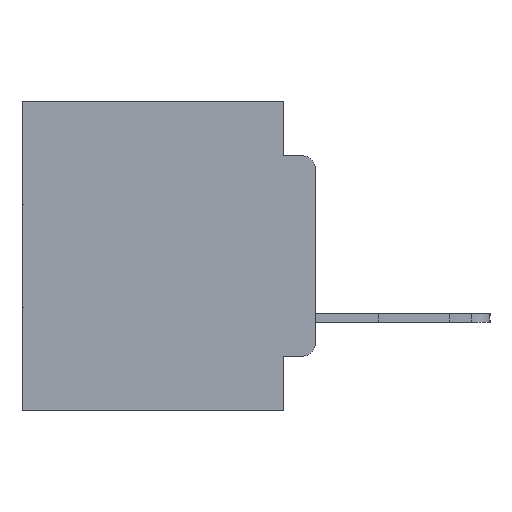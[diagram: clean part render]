
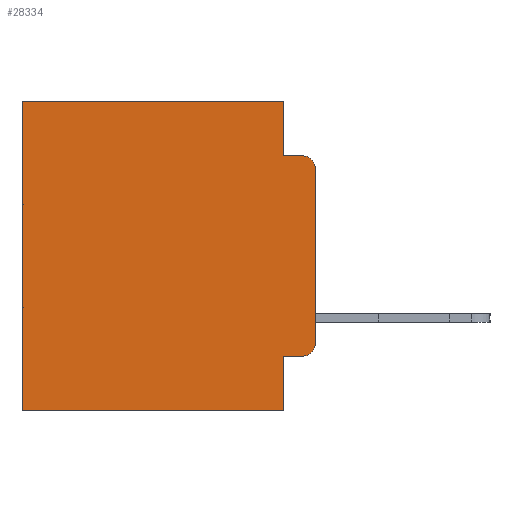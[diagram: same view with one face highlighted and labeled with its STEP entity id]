
A CAD part, left-side view. The second image highlights one B-rep face of the part: STEP entity #28334.
In plain terms, the highlighted planar face has unit normal (-1, 0, 0).
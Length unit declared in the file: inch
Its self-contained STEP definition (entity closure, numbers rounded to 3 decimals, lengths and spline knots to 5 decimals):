
#345 = EDGE_CURVE ( 'NONE', #11894, #14361, #5067, .T. ) ;
#1930 = DIRECTION ( 'NONE',  ( 1., 0., 0. ) ) ;
#2202 = DIRECTION ( 'NONE',  ( 0., -1., 0. ) ) ;
#2834 = LINE ( 'NONE', #4980, #20111 ) ;
#2973 = VECTOR ( 'NONE', #12964, 39.37008 ) ;
#3182 = VERTEX_POINT ( 'NONE', #23144 ) ;
#3319 = VERTEX_POINT ( 'NONE', #18759 ) ;
#3421 = ORIENTED_EDGE ( 'NONE', *, *, #22024, .T. ) ;
#3518 = VERTEX_POINT ( 'NONE', #11190 ) ;
#4085 = PLANE ( 'NONE',  #25884 ) ;
#4813 = LINE ( 'NONE', #21899, #19961 ) ;
#4980 = CARTESIAN_POINT ( 'NONE',  ( 0.298, 0., 0. ) ) ;
#4992 = DIRECTION ( 'NONE',  ( -1., 0., 0. ) ) ;
#5067 = LINE ( 'NONE', #18047, #11034 ) ;
#5283 = VERTEX_POINT ( 'NONE', #6116 ) ;
#5628 = DIRECTION ( 'NONE',  ( 0., -1., 0. ) ) ;
#6116 = CARTESIAN_POINT ( 'NONE',  ( 0.298, 0., -0.3915 ) ) ;
#6383 = EDGE_CURVE ( 'NONE', #27848, #15621, #4813, .T. ) ;
#7146 = VECTOR ( 'NONE', #16109, 39.37008 ) ;
#7183 = VECTOR ( 'NONE', #2202, 39.37008 ) ;
#7246 = DIRECTION ( 'NONE',  ( 0., 0., -1. ) ) ;
#7521 = EDGE_CURVE ( 'NONE', #14361, #15621, #8968, .T. ) ;
#7543 = CARTESIAN_POINT ( 'NONE',  ( 0.298, 0.051, 0. ) ) ;
#7887 = LINE ( 'NONE', #29095, #7183 ) ;
#7906 = EDGE_CURVE ( 'NONE', #3518, #3319, #27548, .T. ) ;
#8244 = CARTESIAN_POINT ( 'NONE',  ( 0.298, 0.02, -0.0885 ) ) ;
#8351 = CARTESIAN_POINT ( 'NONE',  ( 0.298, 0.02, -0.4115 ) ) ;
#8513 = CARTESIAN_POINT ( 'NONE',  ( 0.298, 0.02, -0.1085 ) ) ;
#8968 = LINE ( 'NONE', #10691, #2973 ) ;
#9377 = FACE_OUTER_BOUND ( 'NONE', #18306, .T. ) ;
#9713 = CIRCLE ( 'NONE', #14818, 0.02 ) ;
#10158 = CARTESIAN_POINT ( 'NONE',  ( 0.298, 0.051, -0.4115 ) ) ;
#10364 = EDGE_CURVE ( 'NONE', #3182, #5283, #2834, .T. ) ;
#10430 = DIRECTION ( 'NONE',  ( 0., 0., -1. ) ) ;
#10551 = ORIENTED_EDGE ( 'NONE', *, *, #24080, .T. ) ;
#10691 = CARTESIAN_POINT ( 'NONE',  ( 0.298, 0., -0.5 ) ) ;
#10765 = DIRECTION ( 'NONE',  ( 0., 0., -1. ) ) ;
#10796 = ORIENTED_EDGE ( 'NONE', *, *, #6383, .T. ) ;
#11034 = VECTOR ( 'NONE', #28395, 39.37008 ) ;
#11088 = CIRCLE ( 'NONE', #15772, 0.02 ) ;
#11190 = CARTESIAN_POINT ( 'NONE',  ( 0.298, 0.051, 0. ) ) ;
#11284 = CARTESIAN_POINT ( 'NONE',  ( 0.298, 0.051, -0.5 ) ) ;
#11894 = VERTEX_POINT ( 'NONE', #15335 ) ;
#11977 = ORIENTED_EDGE ( 'NONE', *, *, #28553, .T. ) ;
#12752 = ORIENTED_EDGE ( 'NONE', *, *, #10364, .F. ) ;
#12964 = DIRECTION ( 'NONE',  ( 0., 1., 0. ) ) ;
#13804 = CARTESIAN_POINT ( 'NONE',  ( 0.298, 0.473, -0.5 ) ) ;
#14361 = VERTEX_POINT ( 'NONE', #11284 ) ;
#14401 = ORIENTED_EDGE ( 'NONE', *, *, #345, .F. ) ;
#14451 = ORIENTED_EDGE ( 'NONE', *, *, #16998, .F. ) ;
#14818 = AXIS2_PLACEMENT_3D ( 'NONE', #18491, #4992, #20730 ) ;
#15335 = CARTESIAN_POINT ( 'NONE',  ( 0.298, 0.051, -0.4115 ) ) ;
#15621 = VERTEX_POINT ( 'NONE', #13804 ) ;
#15772 = AXIS2_PLACEMENT_3D ( 'NONE', #8513, #24208, #10765 ) ;
#16109 = DIRECTION ( 'NONE',  ( 0., 1., 0. ) ) ;
#16998 = EDGE_CURVE ( 'NONE', #3319, #18557, #7887, .T. ) ;
#17623 = VECTOR ( 'NONE', #5628, 39.37008 ) ;
#17719 = DIRECTION ( 'NONE',  ( 0., 0., -1. ) ) ;
#17930 = ORIENTED_EDGE ( 'NONE', *, *, #7521, .F. ) ;
#18047 = CARTESIAN_POINT ( 'NONE',  ( 0.298, 0.051, 0. ) ) ;
#18306 = EDGE_LOOP ( 'NONE', ( #12752, #27030, #14451, #26684, #10551, #10796, #17930, #14401, #3421, #11977 ) ) ;
#18491 = CARTESIAN_POINT ( 'NONE',  ( 0.298, 0.02, -0.3915 ) ) ;
#18557 = VERTEX_POINT ( 'NONE', #8244 ) ;
#18759 = CARTESIAN_POINT ( 'NONE',  ( 0.298, 0.051, -0.0885 ) ) ;
#19961 = VECTOR ( 'NONE', #10430, 39.37008 ) ;
#20111 = VECTOR ( 'NONE', #7246, 39.37008 ) ;
#20164 = VERTEX_POINT ( 'NONE', #8351 ) ;
#20730 = DIRECTION ( 'NONE',  ( 0., 0., -1. ) ) ;
#21018 = DIRECTION ( 'NONE',  ( 0., 0., -1. ) ) ;
#21628 = VECTOR ( 'NONE', #21018, 39.37008 ) ;
#21899 = CARTESIAN_POINT ( 'NONE',  ( 0.298, 0.473, 0. ) ) ;
#22024 = EDGE_CURVE ( 'NONE', #11894, #20164, #23563, .T. ) ;
#22418 = CARTESIAN_POINT ( 'NONE',  ( 0.298, 0., 0. ) ) ;
#23144 = CARTESIAN_POINT ( 'NONE',  ( 0.298, 0., -0.1085 ) ) ;
#23563 = LINE ( 'NONE', #10158, #17623 ) ;
#24080 = EDGE_CURVE ( 'NONE', #3518, #27848, #24335, .T. ) ;
#24208 = DIRECTION ( 'NONE',  ( -1., 0., 0. ) ) ;
#24330 = CARTESIAN_POINT ( 'NONE',  ( 0.298, 0., 0. ) ) ;
#24335 = LINE ( 'NONE', #22418, #7146 ) ;
#24951 = CARTESIAN_POINT ( 'NONE',  ( 0.298, 0.473, 0. ) ) ;
#25884 = AXIS2_PLACEMENT_3D ( 'NONE', #24330, #1930, #17719 ) ;
#26684 = ORIENTED_EDGE ( 'NONE', *, *, #7906, .F. ) ;
#27030 = ORIENTED_EDGE ( 'NONE', *, *, #28926, .T. ) ;
#27548 = LINE ( 'NONE', #7543, #21628 ) ;
#27848 = VERTEX_POINT ( 'NONE', #24951 ) ;
#28334 = ADVANCED_FACE ( 'NONE', ( #9377 ), #4085, .F. ) ;
#28395 = DIRECTION ( 'NONE',  ( 0., 0., -1. ) ) ;
#28553 = EDGE_CURVE ( 'NONE', #20164, #5283, #9713, .T. ) ;
#28926 = EDGE_CURVE ( 'NONE', #3182, #18557, #11088, .T. ) ;
#29095 = CARTESIAN_POINT ( 'NONE',  ( 0.298, 0.051, -0.0885 ) ) ;
